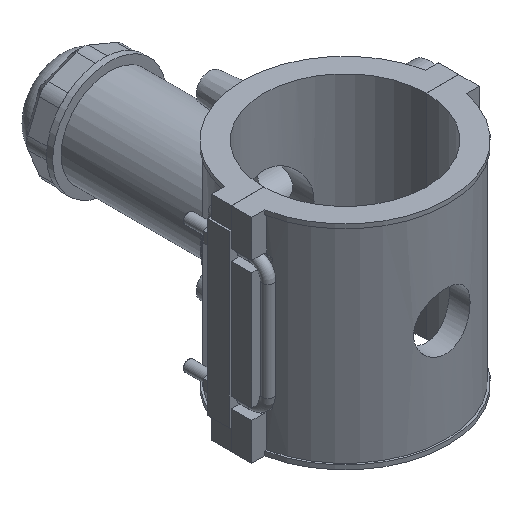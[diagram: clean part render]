
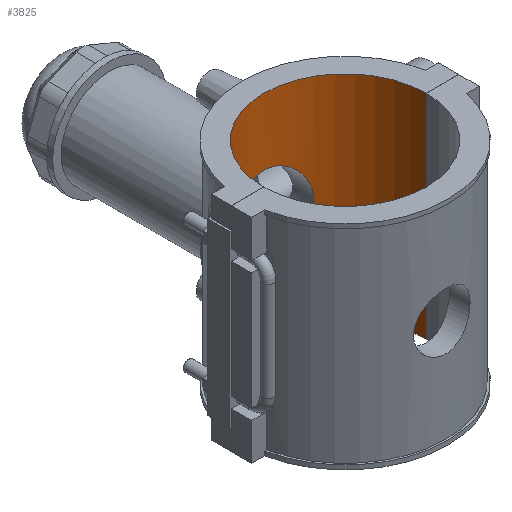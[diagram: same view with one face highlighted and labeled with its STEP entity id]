
A CAD part, isometric view. The second image highlights one B-rep face of the part: STEP entity #3825.
In plain terms, the highlighted cylindrical face has radius 45 mm (diameter 90 mm), a partial arc.
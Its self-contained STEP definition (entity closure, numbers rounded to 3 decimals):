
#280=LINE('',#7674,#579);
#340=LINE('',#8090,#639);
#579=VECTOR('',#4879,118.);
#639=VECTOR('',#5095,118.);
#904=CIRCLE('',#4151,45.);
#905=CIRCLE('',#4153,45.);
#957=FACE_BOUND('',#1456,.T.);
#1180=FACE_OUTER_BOUND('',#1455,.T.);
#1455=EDGE_LOOP('',(#3539,#3540,#3541,#3542));
#1456=EDGE_LOOP('',(#3543));
#1458=B_SPLINE_CURVE_WITH_KNOTS('',3,(#5114,#5115,#5116,#5117,#5118,#5119,
#5120,#5121,#5122,#5123,#5124,#5125,#5126,#5127,#5128,#5129,#5130,#5131,
#5132,#5133,#5134,#5135,#5136,#5137,#5138,#5139,#5140,#5141,#5142,#5143,
#5144,#5145,#5146,#5147,#5148,#5149,#5150,#5151,#5152,#5153,#5154,#5155,
#5156,#5157,#5158,#5159,#5160,#5161,#5162,#5163,#5164,#5165,#5166,#5167,
#5168,#5169,#5170,#5171,#5172,#5173,#5174,#5175,#5176,#5177,#5178,#5179),
 .UNSPECIFIED.,.T.,.F.,(4,2,2,2,2,2,2,2,2,2,2,2,2,2,2,2,2,2,2,2,2,2,2,2,
2,2,2,2,2,2,2,2,4),(0.,0.424,0.848,1.272,
1.696,2.119,2.541,2.964,3.387,
3.81,4.233,4.656,5.079,5.503,
5.927,6.351,6.774,7.198,7.622,
8.046,8.47,8.893,9.316,9.739,
10.162,10.585,11.007,11.43,11.853,
12.277,12.701,13.125,13.549),
 .UNSPECIFIED.);
#1570=VERTEX_POINT('',#5113);
#1862=VERTEX_POINT('',#7671);
#1863=VERTEX_POINT('',#7673);
#1920=VERTEX_POINT('',#8087);
#1921=VERTEX_POINT('',#8089);
#1923=EDGE_CURVE('',#1570,#1570,#1458,.T.);
#2350=EDGE_CURVE('',#1863,#1862,#280,.T.);
#2452=EDGE_CURVE('',#1921,#1920,#340,.T.);
#2455=EDGE_CURVE('',#1863,#1920,#904,.T.);
#2456=EDGE_CURVE('',#1921,#1862,#905,.T.);
#3539=ORIENTED_EDGE('',*,*,#2452,.T.);
#3540=ORIENTED_EDGE('',*,*,#2455,.F.);
#3541=ORIENTED_EDGE('',*,*,#2350,.T.);
#3542=ORIENTED_EDGE('',*,*,#2456,.F.);
#3543=ORIENTED_EDGE('',*,*,#1923,.T.);
#3602=CYLINDRICAL_SURFACE('',#4154,45.);
#3825=ADVANCED_FACE('',(#1180,#957),#3602,.F.);
#4151=AXIS2_PLACEMENT_3D('',#8095,#5100,#5101);
#4153=AXIS2_PLACEMENT_3D('',#8097,#5104,#5105);
#4154=AXIS2_PLACEMENT_3D('',#8099,#5107,#5108);
#4879=DIRECTION('',(0.,0.,-1.));
#5095=DIRECTION('',(0.,0.,1.));
#5100=DIRECTION('center_axis',(0.,0.,-1.));
#5101=DIRECTION('ref_axis',(-1.,0.,0.));
#5104=DIRECTION('center_axis',(0.,0.,1.));
#5105=DIRECTION('ref_axis',(-1.,0.,0.));
#5107=DIRECTION('center_axis',(0.,0.,1.));
#5108=DIRECTION('ref_axis',(-1.,0.,0.));
#5113=CARTESIAN_POINT('',(-22.05,39.228,0.));
#5114=CARTESIAN_POINT('Ctrl Pts',(-22.05,39.228,0.));
#5115=CARTESIAN_POINT('Ctrl Pts',(-22.05,39.228,1.413));
#5116=CARTESIAN_POINT('Ctrl Pts',(-21.912,39.306,2.865));
#5117=CARTESIAN_POINT('Ctrl Pts',(-21.342,39.619,5.734));
#5118=CARTESIAN_POINT('Ctrl Pts',(-20.909,39.852,7.152));
#5119=CARTESIAN_POINT('Ctrl Pts',(-19.778,40.426,9.859));
#5120=CARTESIAN_POINT('Ctrl Pts',(-19.078,40.765,11.15));
#5121=CARTESIAN_POINT('Ctrl Pts',(-17.468,41.481,13.533));
#5122=CARTESIAN_POINT('Ctrl Pts',(-16.558,41.855,14.625));
#5123=CARTESIAN_POINT('Ctrl Pts',(-14.627,42.569,16.556));
#5124=CARTESIAN_POINT('Ctrl Pts',(-13.536,42.934,17.465));
#5125=CARTESIAN_POINT('Ctrl Pts',(-11.153,43.614,19.076));
#5126=CARTESIAN_POINT('Ctrl Pts',(-9.86,43.928,19.777));
#5127=CARTESIAN_POINT('Ctrl Pts',(-7.15,44.45,20.91));
#5128=CARTESIAN_POINT('Ctrl Pts',(-5.73,44.657,21.343));
#5129=CARTESIAN_POINT('Ctrl Pts',(-2.86,44.932,21.913));
#5130=CARTESIAN_POINT('Ctrl Pts',(-1.41,45.,22.05));
#5131=CARTESIAN_POINT('Ctrl Pts',(1.41,45.,22.05));
#5132=CARTESIAN_POINT('Ctrl Pts',(2.86,44.932,21.913));
#5133=CARTESIAN_POINT('Ctrl Pts',(5.73,44.657,21.343));
#5134=CARTESIAN_POINT('Ctrl Pts',(7.15,44.45,20.91));
#5135=CARTESIAN_POINT('Ctrl Pts',(9.86,43.928,19.777));
#5136=CARTESIAN_POINT('Ctrl Pts',(11.153,43.614,19.076));
#5137=CARTESIAN_POINT('Ctrl Pts',(13.536,42.934,17.465));
#5138=CARTESIAN_POINT('Ctrl Pts',(14.627,42.569,16.556));
#5139=CARTESIAN_POINT('Ctrl Pts',(16.558,41.855,14.625));
#5140=CARTESIAN_POINT('Ctrl Pts',(17.468,41.481,13.533));
#5141=CARTESIAN_POINT('Ctrl Pts',(19.078,40.765,11.15));
#5142=CARTESIAN_POINT('Ctrl Pts',(19.778,40.426,9.859));
#5143=CARTESIAN_POINT('Ctrl Pts',(20.909,39.852,7.152));
#5144=CARTESIAN_POINT('Ctrl Pts',(21.342,39.619,5.734));
#5145=CARTESIAN_POINT('Ctrl Pts',(21.912,39.306,2.865));
#5146=CARTESIAN_POINT('Ctrl Pts',(22.05,39.228,1.413));
#5147=CARTESIAN_POINT('Ctrl Pts',(22.05,39.228,-1.413));
#5148=CARTESIAN_POINT('Ctrl Pts',(21.912,39.306,-2.865));
#5149=CARTESIAN_POINT('Ctrl Pts',(21.342,39.619,-5.734));
#5150=CARTESIAN_POINT('Ctrl Pts',(20.909,39.852,-7.152));
#5151=CARTESIAN_POINT('Ctrl Pts',(19.778,40.426,-9.859));
#5152=CARTESIAN_POINT('Ctrl Pts',(19.078,40.765,-11.15));
#5153=CARTESIAN_POINT('Ctrl Pts',(17.468,41.481,-13.533));
#5154=CARTESIAN_POINT('Ctrl Pts',(16.558,41.855,-14.625));
#5155=CARTESIAN_POINT('Ctrl Pts',(14.627,42.569,-16.556));
#5156=CARTESIAN_POINT('Ctrl Pts',(13.536,42.934,-17.465));
#5157=CARTESIAN_POINT('Ctrl Pts',(11.153,43.614,-19.076));
#5158=CARTESIAN_POINT('Ctrl Pts',(9.86,43.928,-19.777));
#5159=CARTESIAN_POINT('Ctrl Pts',(7.15,44.45,-20.91));
#5160=CARTESIAN_POINT('Ctrl Pts',(5.73,44.657,-21.343));
#5161=CARTESIAN_POINT('Ctrl Pts',(2.86,44.932,-21.913));
#5162=CARTESIAN_POINT('Ctrl Pts',(1.41,45.,-22.05));
#5163=CARTESIAN_POINT('Ctrl Pts',(-1.41,45.,-22.05));
#5164=CARTESIAN_POINT('Ctrl Pts',(-2.86,44.932,-21.913));
#5165=CARTESIAN_POINT('Ctrl Pts',(-5.73,44.657,-21.343));
#5166=CARTESIAN_POINT('Ctrl Pts',(-7.15,44.45,-20.91));
#5167=CARTESIAN_POINT('Ctrl Pts',(-9.86,43.928,-19.777));
#5168=CARTESIAN_POINT('Ctrl Pts',(-11.153,43.614,-19.076));
#5169=CARTESIAN_POINT('Ctrl Pts',(-13.536,42.934,-17.465));
#5170=CARTESIAN_POINT('Ctrl Pts',(-14.627,42.569,-16.556));
#5171=CARTESIAN_POINT('Ctrl Pts',(-16.558,41.855,-14.625));
#5172=CARTESIAN_POINT('Ctrl Pts',(-17.468,41.481,-13.533));
#5173=CARTESIAN_POINT('Ctrl Pts',(-19.078,40.765,-11.15));
#5174=CARTESIAN_POINT('Ctrl Pts',(-19.778,40.426,-9.859));
#5175=CARTESIAN_POINT('Ctrl Pts',(-20.909,39.852,-7.152));
#5176=CARTESIAN_POINT('Ctrl Pts',(-21.342,39.619,-5.734));
#5177=CARTESIAN_POINT('Ctrl Pts',(-21.912,39.306,-2.865));
#5178=CARTESIAN_POINT('Ctrl Pts',(-22.05,39.228,-1.413));
#5179=CARTESIAN_POINT('Ctrl Pts',(-22.05,39.228,0.));
#7671=CARTESIAN_POINT('',(-45.,0.05,-59.));
#7673=CARTESIAN_POINT('',(-45.,0.05,59.));
#7674=CARTESIAN_POINT('',(-45.,0.05,0.));
#8087=CARTESIAN_POINT('',(45.,0.05,59.));
#8089=CARTESIAN_POINT('',(45.,0.05,-59.));
#8090=CARTESIAN_POINT('',(45.,0.05,0.));
#8095=CARTESIAN_POINT('Origin',(0.,0.,59.));
#8097=CARTESIAN_POINT('Origin',(0.,0.,-59.));
#8099=CARTESIAN_POINT('Origin',(0.,0.,0.));
